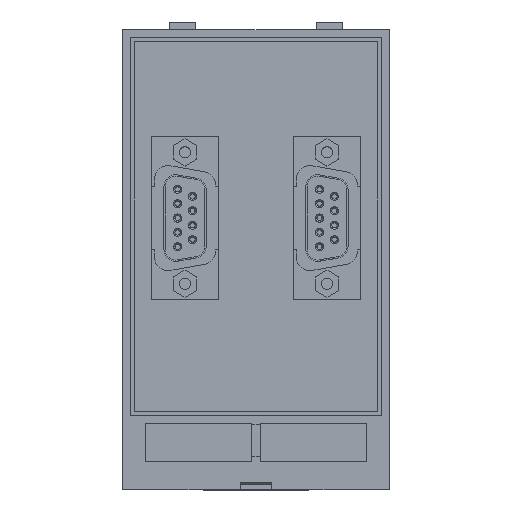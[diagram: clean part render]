
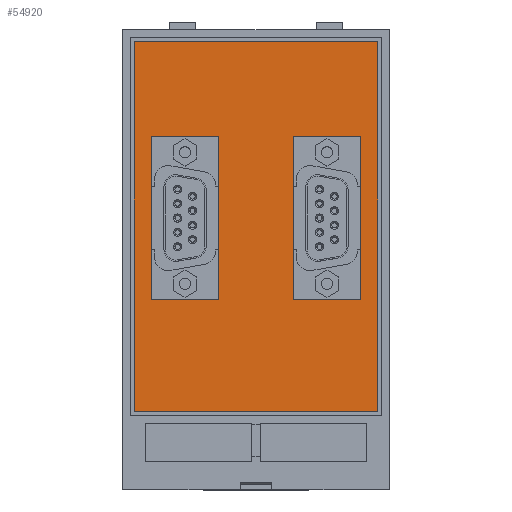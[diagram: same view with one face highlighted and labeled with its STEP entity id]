
A CAD part, top view. The second image highlights one B-rep face of the part: STEP entity #54920.
In plain terms, the highlighted planar face has unit normal (0, 0, 1).
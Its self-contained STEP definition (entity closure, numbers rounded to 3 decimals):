
#52980=CARTESIAN_POINT('',(2.23,14.9,2.9));
#52990=VERTEX_POINT('',#52980);
#53070=CARTESIAN_POINT('',(2.23,85.27,2.9));
#53080=VERTEX_POINT('',#53070);
#53110=CARTESIAN_POINT('',(2.23,-5.2,2.9));
#53120=DIRECTION('',(0.,1.,0.));
#53130=VECTOR('',#53120,1.);
#53140=LINE('',#53110,#53130);
#53150=EDGE_CURVE('',#52990,#53080,#53140,.T.);
#53360=CARTESIAN_POINT('',(48.47,14.9,2.9));
#53370=VERTEX_POINT('',#53360);
#53420=CARTESIAN_POINT('',(0.15,14.9,2.9));
#53430=DIRECTION('',(-1.,0.,0.));
#53440=VECTOR('',#53430,1.);
#53450=LINE('',#53420,#53440);
#53460=EDGE_CURVE('',#53370,#52990,#53450,.T.);
#53690=CARTESIAN_POINT('',(48.47,85.27,2.9));
#53700=VERTEX_POINT('',#53690);
#53730=CARTESIAN_POINT('',(0.15,85.27,2.9));
#53740=DIRECTION('',(1.,0.,0.));
#53750=VECTOR('',#53740,1.);
#53760=LINE('',#53730,#53750);
#53770=EDGE_CURVE('',#53080,#53700,#53760,.T.);
#53970=CARTESIAN_POINT('',(48.47,-5.2,2.9));
#53980=DIRECTION('',(0.,-1.,0.));
#53990=VECTOR('',#53980,1.);
#54000=LINE('',#53970,#53990);
#54010=EDGE_CURVE('',#53700,#53370,#54000,.T.);
#54130=CARTESIAN_POINT('',(25.35,43.75,2.9));
#54140=DIRECTION('',(0.,0.,1.));
#54150=DIRECTION('',(1.,0.,0.));
#54160=AXIS2_PLACEMENT_3D('',#54130,#54140,#54150);
#54170=PLANE('',#54160);
#54180=ORIENTED_EDGE('',*,*,#53150,.F.);
#54190=ORIENTED_EDGE('',*,*,#53770,.F.);
#54200=ORIENTED_EDGE('',*,*,#54010,.F.);
#54210=ORIENTED_EDGE('',*,*,#53460,.F.);
#54220=EDGE_LOOP('',(#54210,#54200,#54190,#54180));
#54230=FACE_OUTER_BOUND('',#54220,.T.);
#54240=CARTESIAN_POINT('',(0.,36.2,2.9));
#54250=DIRECTION('',(1.,0.,0.));
#54260=VECTOR('',#54250,1.);
#54270=LINE('',#54240,#54260);
#54280=CARTESIAN_POINT('',(32.45,36.2,2.9));
#54290=VERTEX_POINT('',#54280);
#54300=CARTESIAN_POINT('',(45.25,36.2,2.9));
#54310=VERTEX_POINT('',#54300);
#54320=EDGE_CURVE('',#54290,#54310,#54270,.T.);
#54330=ORIENTED_EDGE('',*,*,#54320,.F.);
#54340=CARTESIAN_POINT('',(45.25,0.,2.9));
#54350=DIRECTION('',(0.,1.,0.));
#54360=VECTOR('',#54350,1.);
#54370=LINE('',#54340,#54360);
#54380=CARTESIAN_POINT('',(45.25,67.2,2.9));
#54390=VERTEX_POINT('',#54380);
#54400=EDGE_CURVE('',#54310,#54390,#54370,.T.);
#54410=ORIENTED_EDGE('',*,*,#54400,.F.);
#54420=CARTESIAN_POINT('',(0.,67.2,2.9));
#54430=DIRECTION('',(-1.,0.,0.));
#54440=VECTOR('',#54430,1.);
#54450=LINE('',#54420,#54440);
#54460=CARTESIAN_POINT('',(32.45,67.2,2.9));
#54470=VERTEX_POINT('',#54460);
#54480=EDGE_CURVE('',#54390,#54470,#54450,.T.);
#54490=ORIENTED_EDGE('',*,*,#54480,.F.);
#54500=CARTESIAN_POINT('',(32.45,0.,2.9));
#54510=DIRECTION('',(0.,-1.,0.));
#54520=VECTOR('',#54510,1.);
#54530=LINE('',#54500,#54520);
#54540=EDGE_CURVE('',#54470,#54290,#54530,.T.);
#54550=ORIENTED_EDGE('',*,*,#54540,.F.);
#54560=EDGE_LOOP('',(#54550,#54490,#54410,#54330));
#54570=FACE_BOUND('',#54560,.T.);
#54580=CARTESIAN_POINT('',(0.,36.2,2.9));
#54590=DIRECTION('',(1.,0.,0.));
#54600=VECTOR('',#54590,1.);
#54610=LINE('',#54580,#54600);
#54620=CARTESIAN_POINT('',(5.45,36.2,2.9));
#54630=VERTEX_POINT('',#54620);
#54640=CARTESIAN_POINT('',(18.25,36.2,2.9));
#54650=VERTEX_POINT('',#54640);
#54660=EDGE_CURVE('',#54630,#54650,#54610,.T.);
#54670=ORIENTED_EDGE('',*,*,#54660,.F.);
#54680=CARTESIAN_POINT('',(18.25,0.,2.9));
#54690=DIRECTION('',(0.,1.,0.));
#54700=VECTOR('',#54690,1.);
#54710=LINE('',#54680,#54700);
#54720=CARTESIAN_POINT('',(18.25,67.2,2.9));
#54730=VERTEX_POINT('',#54720);
#54740=EDGE_CURVE('',#54650,#54730,#54710,.T.);
#54750=ORIENTED_EDGE('',*,*,#54740,.F.);
#54760=CARTESIAN_POINT('',(0.,67.2,2.9));
#54770=DIRECTION('',(-1.,0.,0.));
#54780=VECTOR('',#54770,1.);
#54790=LINE('',#54760,#54780);
#54800=CARTESIAN_POINT('',(5.45,67.2,2.9));
#54810=VERTEX_POINT('',#54800);
#54820=EDGE_CURVE('',#54730,#54810,#54790,.T.);
#54830=ORIENTED_EDGE('',*,*,#54820,.F.);
#54840=CARTESIAN_POINT('',(5.45,0.,2.9));
#54850=DIRECTION('',(0.,-1.,0.));
#54860=VECTOR('',#54850,1.);
#54870=LINE('',#54840,#54860);
#54880=EDGE_CURVE('',#54810,#54630,#54870,.T.);
#54890=ORIENTED_EDGE('',*,*,#54880,.F.);
#54900=EDGE_LOOP('',(#54890,#54830,#54750,#54670));
#54910=FACE_BOUND('',#54900,.T.);
#54920=ADVANCED_FACE('',(#54230,#54570,#54910),#54170,.T.);
